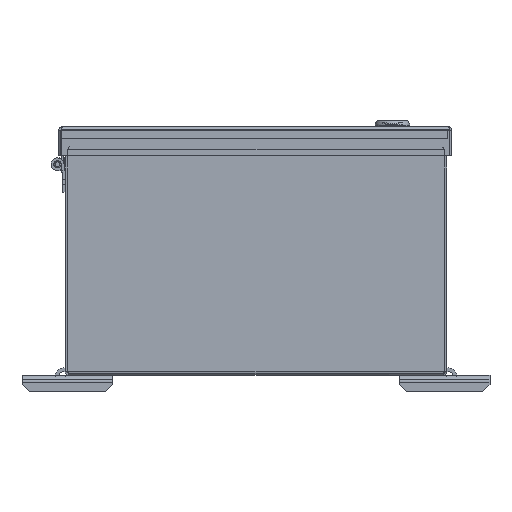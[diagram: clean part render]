
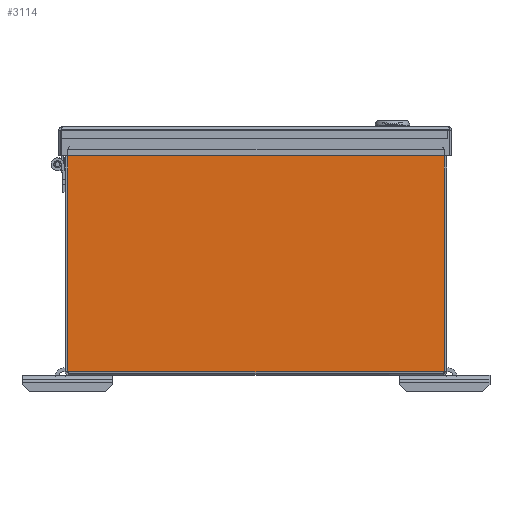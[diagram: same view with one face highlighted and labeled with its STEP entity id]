
A CAD part, front view. The second image highlights one B-rep face of the part: STEP entity #3114.
In plain terms, the highlighted planar face has unit normal (0, -1, 0).
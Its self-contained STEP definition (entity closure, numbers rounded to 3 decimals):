
#3114 = ADVANCED_FACE( '', ( #6900 ), #6901, .F. );
#6900 = FACE_OUTER_BOUND( '', #19209, .T. );
#6901 = PLANE( '', #19210 );
#19209 = EDGE_LOOP( '', ( #47351, #47352, #47353, #47354, #47355, #47356 ) );
#19210 = AXIS2_PLACEMENT_3D( '', #47357, #47358, #47359 );
#47351 = ORIENTED_EDGE( '', *, *, #60273, .T. );
#47352 = ORIENTED_EDGE( '', *, *, #60274, .F. );
#47353 = ORIENTED_EDGE( '', *, *, #60275, .T. );
#47354 = ORIENTED_EDGE( '', *, *, #60276, .T. );
#47355 = ORIENTED_EDGE( '', *, *, #60277, .T. );
#47356 = ORIENTED_EDGE( '', *, *, #60278, .T. );
#47357 = CARTESIAN_POINT( '', ( -876.148, -609.6, 0. ) );
#47358 = DIRECTION( '', ( 0., 1., 0. ) );
#47359 = DIRECTION( '', ( 0., 0., 1. ) );
#60273 = EDGE_CURVE( '', #66394, #66395, #66396, .T. );
#60274 = EDGE_CURVE( '', #66397, #66395, #66398, .T. );
#60275 = EDGE_CURVE( '', #66397, #66399, #66400, .T. );
#60276 = EDGE_CURVE( '', #66399, #63886, #66401, .F. );
#60277 = EDGE_CURVE( '', #63886, #66402, #66403, .T. );
#60278 = EDGE_CURVE( '', #66402, #66394, #66404, .T. );
#63886 = VERTEX_POINT( '', #71725 );
#66394 = VERTEX_POINT( '', #77984 );
#66395 = VERTEX_POINT( '', #77985 );
#66396 = LINE( '', #77986, #77987 );
#66397 = VERTEX_POINT( '', #77988 );
#66398 = LINE( '', #77989, #77990 );
#66399 = VERTEX_POINT( '', #77991 );
#66400 = LINE( '', #77992, #77993 );
#66401 = LINE( '', #77994, #77995 );
#66402 = VERTEX_POINT( '', #77996 );
#66403 = LINE( '', #77997, #77998 );
#66404 = LINE( '', #77999, #78000 );
#71725 = CARTESIAN_POINT( '', ( -125.473, -609.6, 2.337 ) );
#77984 = CARTESIAN_POINT( '', ( 125.473, -609.6, 150.053 ) );
#77985 = CARTESIAN_POINT( '', ( 125.463, -609.6, 150.063 ) );
#77986 = CARTESIAN_POINT( '', ( 126.008, -609.6, 149.518 ) );
#77987 = VECTOR( '', #90299, 1000. );
#77988 = CARTESIAN_POINT( '', ( -125.463, -609.6, 150.063 ) );
#77989 = CARTESIAN_POINT( '', ( -876.148, -609.6, 150.063 ) );
#77990 = VECTOR( '', #90300, 1000. );
#77991 = CARTESIAN_POINT( '', ( -125.473, -609.6, 150.053 ) );
#77992 = CARTESIAN_POINT( '', ( -115.617, -609.6, 159.909 ) );
#77993 = VECTOR( '', #90301, 1000. );
#77994 = CARTESIAN_POINT( '', ( -125.473, -609.6, 0. ) );
#77995 = VECTOR( '', #90302, 1000. );
#77996 = CARTESIAN_POINT( '', ( 125.473, -609.6, 2.337 ) );
#77997 = CARTESIAN_POINT( '', ( -876.148, -609.6, 2.337 ) );
#77998 = VECTOR( '', #90303, 1000. );
#77999 = CARTESIAN_POINT( '', ( 125.473, -609.6, 0. ) );
#78000 = VECTOR( '', #90304, 1000. );
#90299 = DIRECTION( '', ( -0.707, 0., 0.707 ) );
#90300 = DIRECTION( '', ( 1., 0., 0. ) );
#90301 = DIRECTION( '', ( -0.707, 0., -0.707 ) );
#90302 = DIRECTION( '', ( 0., 0., 1. ) );
#90303 = DIRECTION( '', ( 1., 0., 0. ) );
#90304 = DIRECTION( '', ( 0., 0., 1. ) );
